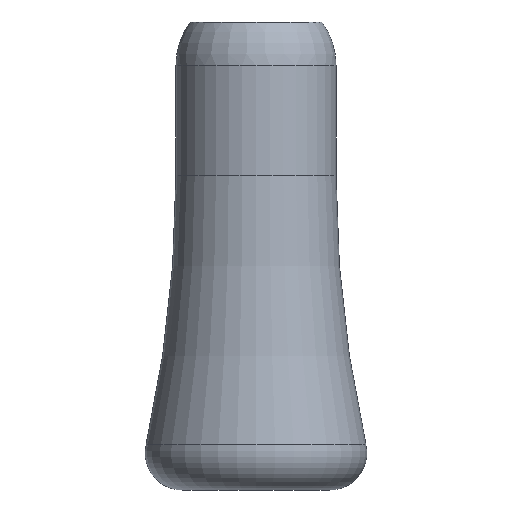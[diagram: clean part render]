
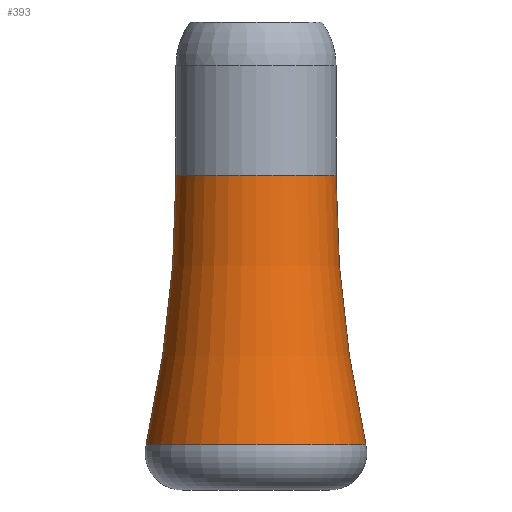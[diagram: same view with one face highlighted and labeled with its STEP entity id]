
A CAD part, front view. The second image highlights one B-rep face of the part: STEP entity #393.
In plain terms, the highlighted toroidal (fillet/blend) face has major radius 106.5 mm and minor radius 100 mm.
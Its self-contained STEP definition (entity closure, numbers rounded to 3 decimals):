
#12 = CARTESIAN_POINT ( 'NONE',  ( 6.5, 0., 25.555 ) ) ;
#13 = CARTESIAN_POINT ( 'NONE',  ( -6.5, 0., 25.555 ) ) ;
#15 = CARTESIAN_POINT ( 'NONE',  ( -8.927, 0., 3.657 ) ) ;
#27 = CARTESIAN_POINT ( 'NONE',  ( 8.927, 0., 3.657 ) ) ;
#47 = TOROIDAL_SURFACE ( 'NONE', #80, 106.5, 100. ) ;
#48 = AXIS2_PLACEMENT_3D ( 'NONE', #236, #235, #233 ) ;
#51 = AXIS2_PLACEMENT_3D ( 'NONE', #249, #247, #246 ) ;
#54 = CIRCLE ( 'NONE', #48, 100. ) ;
#60 = CIRCLE ( 'NONE', #72, 100. ) ;
#72 = AXIS2_PLACEMENT_3D ( 'NONE', #239, #238, #237 ) ;
#76 = AXIS2_PLACEMENT_3D ( 'NONE', #254, #251, #250 ) ;
#77 = CIRCLE ( 'NONE', #76, 8.927 ) ;
#80 = AXIS2_PLACEMENT_3D ( 'NONE', #298, #296, #294 ) ;
#84 = CIRCLE ( 'NONE', #51, 6.5 ) ;
#171 = EDGE_LOOP ( 'NONE', ( #444, #442, #443, #451 ) ) ;
#181 = VERTEX_POINT ( 'NONE', #12 ) ;
#184 = VERTEX_POINT ( 'NONE', #13 ) ;
#193 = VERTEX_POINT ( 'NONE', #15 ) ;
#212 = VERTEX_POINT ( 'NONE', #27 ) ;
#233 = DIRECTION ( 'NONE',  ( -1., 0., 0. ) ) ;
#235 = DIRECTION ( 'NONE',  ( 0., 1., 0. ) ) ;
#236 = CARTESIAN_POINT ( 'NONE',  ( -106.5, 0., 25.555 ) ) ;
#237 = DIRECTION ( 'NONE',  ( 0., 0., -1. ) ) ;
#238 = DIRECTION ( 'NONE',  ( 0., -1., 0. ) ) ;
#239 = CARTESIAN_POINT ( 'NONE',  ( 106.5, 0., 25.555 ) ) ;
#246 = DIRECTION ( 'NONE',  ( 1., 0., 0. ) ) ;
#247 = DIRECTION ( 'NONE',  ( 0., 0., 1. ) ) ;
#249 = CARTESIAN_POINT ( 'NONE',  ( 0., 0., 25.555 ) ) ;
#250 = DIRECTION ( 'NONE',  ( 1., 0., 0. ) ) ;
#251 = DIRECTION ( 'NONE',  ( 0., 0., 1. ) ) ;
#254 = CARTESIAN_POINT ( 'NONE',  ( 0., 0., 3.657 ) ) ;
#294 = DIRECTION ( 'NONE',  ( 1., 0., 0. ) ) ;
#296 = DIRECTION ( 'NONE',  ( 0., 0., 1. ) ) ;
#298 = CARTESIAN_POINT ( 'NONE',  ( 0., 0., 25.555 ) ) ;
#374 = EDGE_CURVE ( 'NONE', #193, #212, #77, .T. ) ;
#375 = EDGE_CURVE ( 'NONE', #184, #181, #84, .T. ) ;
#377 = EDGE_CURVE ( 'NONE', #181, #212, #60, .T. ) ;
#378 = EDGE_CURVE ( 'NONE', #184, #193, #54, .T. ) ;
#393 = ADVANCED_FACE ( 'NONE', ( #410 ), #47, .F. ) ;
#410 = FACE_OUTER_BOUND ( 'NONE', #171, .T. ) ;
#442 = ORIENTED_EDGE ( 'NONE', *, *, #378, .T. ) ;
#443 = ORIENTED_EDGE ( 'NONE', *, *, #374, .T. ) ;
#444 = ORIENTED_EDGE ( 'NONE', *, *, #375, .F. ) ;
#451 = ORIENTED_EDGE ( 'NONE', *, *, #377, .F. ) ;
